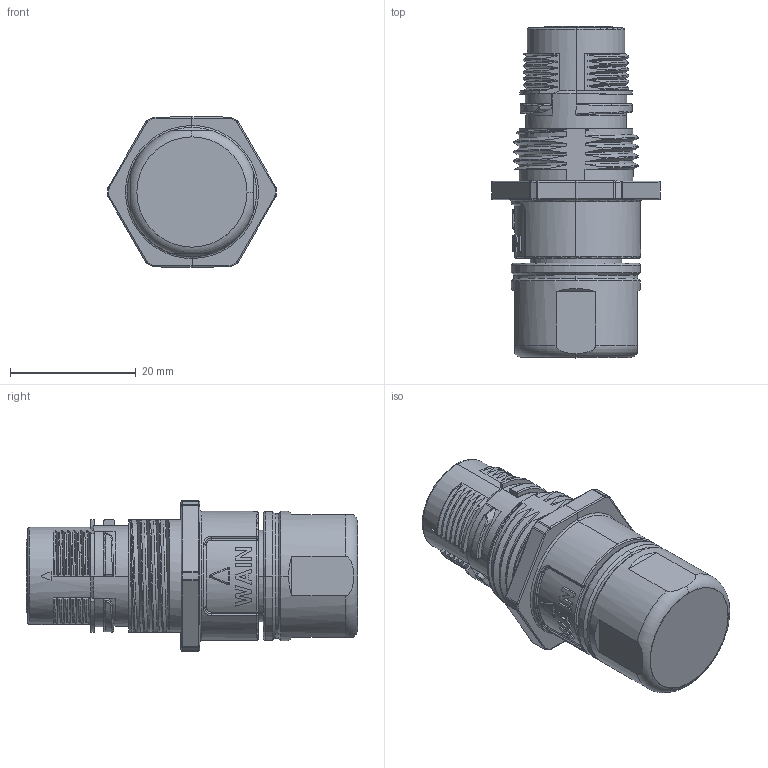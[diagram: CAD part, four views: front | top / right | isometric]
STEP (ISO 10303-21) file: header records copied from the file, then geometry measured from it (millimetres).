
FILE_DESCRIPTION((''),'2;1');
FILE_NAME('3D_1650077002500_M17-007-CCT_R-','2023-12-15T',('tc.chen'),(''),'PRO/ENGINEER BY PARAMETRIC TECHNOLOGY CORPORATION, 2012480','PRO/ENGINEER BY PARAMETRIC TECHNOLOGY CORPORATION, 2012480','');
FILE_SCHEMA(('CONFIG_CONTROL_DESIGN'));
Products named in the file (1): 3D_1650077002500_M17-007-CCT_R-
Bounding box: 26.8 x 52.7 x 23.85 mm (x, y, z)
Volume: 13745 mm3; surface area: 9270.6 mm2
Topology: 1 solids, 1 shells, 951 faces, 2656 edges, 1735 vertices
Faces by surface type: plane 433, cylinder 236, bspline 143, torus 68, cone 36, extrusion 23, sphere 12
Entity records: 43897 total; most frequent: CARTESIAN_POINT 19545, ORIENTED_EDGE 5288, DIRECTION 4057, EDGE_CURVE 2644, VERTEX_POINT 1735, VECTOR 1381, LINE 1358, AXIS2_PLACEMENT_3D 1338
